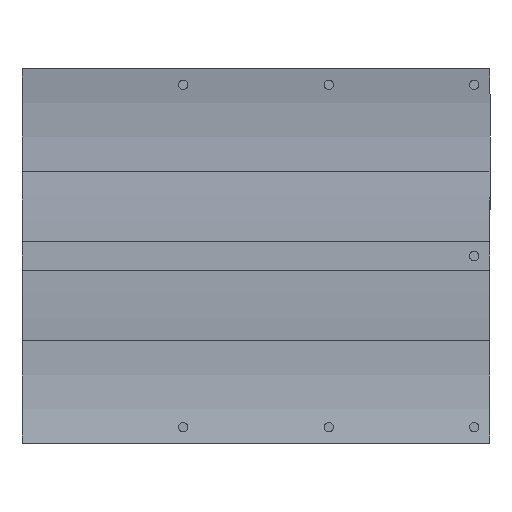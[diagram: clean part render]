
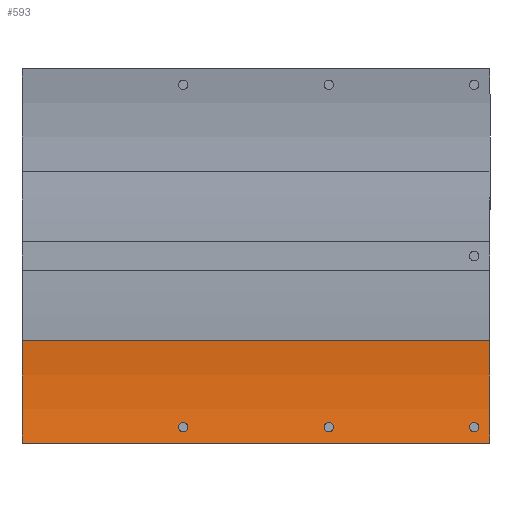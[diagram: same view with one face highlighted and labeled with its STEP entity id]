
A CAD part, front view. The second image highlights one B-rep face of the part: STEP entity #593.
In plain terms, the highlighted cylindrical face has radius 193.932 mm (diameter 387.864 mm), a partial arc.
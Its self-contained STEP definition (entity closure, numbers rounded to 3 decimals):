
#102=FACE_OUTER_BOUND('',#134,.T.);
#134=EDGE_LOOP('',(#534,#535,#536,#537));
#190=LINE('',#1038,#248);
#193=LINE('',#1046,#251);
#248=VECTOR('',#852,10.);
#251=VECTOR('',#861,10.);
#268=CIRCLE('',#691,193.932);
#272=CIRCLE('',#699,193.932);
#315=VERTEX_POINT('',#1018);
#316=VERTEX_POINT('',#1020);
#322=VERTEX_POINT('',#1036);
#324=VERTEX_POINT('',#1044);
#385=EDGE_CURVE('',#315,#316,#268,.T.);
#394=EDGE_CURVE('',#315,#322,#190,.T.);
#397=EDGE_CURVE('',#324,#322,#272,.T.);
#398=EDGE_CURVE('',#324,#316,#193,.T.);
#534=ORIENTED_EDGE('',*,*,#394,.T.);
#535=ORIENTED_EDGE('',*,*,#397,.F.);
#536=ORIENTED_EDGE('',*,*,#398,.T.);
#537=ORIENTED_EDGE('',*,*,#385,.F.);
#564=CYLINDRICAL_SURFACE('',#698,193.932);
#593=ADVANCED_FACE('',(#102),#564,.F.);
#691=AXIS2_PLACEMENT_3D('',#1021,#835,#836);
#698=AXIS2_PLACEMENT_3D('',#1043,#857,#858);
#699=AXIS2_PLACEMENT_3D('',#1045,#859,#860);
#835=DIRECTION('center_axis',(0.,0.,
-1.));
#836=DIRECTION('ref_axis',(-0.05,-0.999,0.));
#852=DIRECTION('',(0.,0.,-1.));
#857=DIRECTION('center_axis',(0.,0.,1.));
#858=DIRECTION('ref_axis',(-0.05,-0.999,0.));
#859=DIRECTION('center_axis',(0.,0.,1.));
#860=DIRECTION('ref_axis',(0.338,-0.941,0.));
#861=DIRECTION('',(0.,0.,1.));
#1018=CARTESIAN_POINT('',(48.386,-87.05,240.));
#1020=CARTESIAN_POINT('',(103.099,-81.986,240.));
#1021=CARTESIAN_POINT('Origin',(93.437,-275.677,240.));
#1036=CARTESIAN_POINT('',(48.386,-87.05,-10.));
#1038=CARTESIAN_POINT('',(48.386,-87.05,0.));
#1043=CARTESIAN_POINT('Origin',(93.437,-275.677,0.));
#1044=CARTESIAN_POINT('',(103.099,-81.986,-10.));
#1045=CARTESIAN_POINT('Origin',(93.437,-275.677,-10.));
#1046=CARTESIAN_POINT('',(103.099,-81.986,0.));
